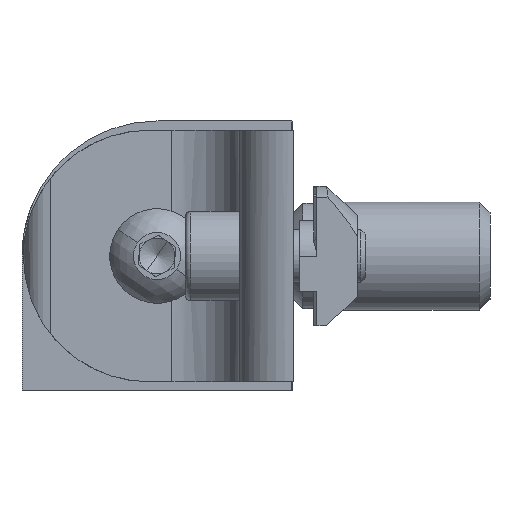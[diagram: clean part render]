
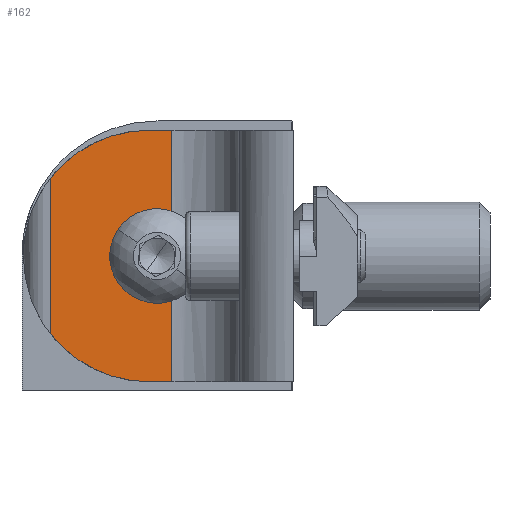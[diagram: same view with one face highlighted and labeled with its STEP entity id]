
A CAD part, left-side view. The second image highlights one B-rep face of the part: STEP entity #162.
In plain terms, the highlighted planar face has unit normal (-1, 0, 0).
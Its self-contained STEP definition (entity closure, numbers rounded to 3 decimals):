
#8 = CARTESIAN_POINT ( 'NONE',  ( -6., 16., 0. ) ) ;
#89 = VECTOR ( 'NONE', #4386, 1000. ) ;
#136 = EDGE_CURVE ( 'NONE', #1739, #4558, #4321, .T. ) ;
#154 = LINE ( 'NONE', #3620, #2448 ) ;
#162 = ADVANCED_FACE ( 'NONE', ( #7297 ), #2703, .F. ) ;
#179 = CARTESIAN_POINT ( 'NONE',  ( -6., 15.15, 13.975 ) ) ;
#265 = AXIS2_PLACEMENT_3D ( 'NONE', #3277, #7371, #6698 ) ;
#271 = EDGE_CURVE ( 'NONE', #2984, #779, #2282, .T. ) ;
#721 = EDGE_CURVE ( 'NONE', #5597, #2984, #4949, .T. ) ;
#779 = VERTEX_POINT ( 'NONE', #1670 ) ;
#792 = CIRCLE ( 'NONE', #5398, 14. ) ;
#837 = CARTESIAN_POINT ( 'NONE',  ( -6., 16., 14. ) ) ;
#951 = ORIENTED_EDGE ( 'NONE', *, *, #7299, .T. ) ;
#1033 = EDGE_LOOP ( 'NONE', ( #5936, #3311, #2495, #1839, #4726, #1900, #2646, #6155, #951, #7267 ) ) ;
#1079 = EDGE_CURVE ( 'NONE', #6256, #5449, #4424, .T. ) ;
#1278 = CIRCLE ( 'NONE', #5397, 14. ) ;
#1397 = EDGE_CURVE ( 'NONE', #1843, #5597, #2764, .T. ) ;
#1430 = VERTEX_POINT ( 'NONE', #3567 ) ;
#1488 = LINE ( 'NONE', #7362, #1993 ) ;
#1534 = DIRECTION ( 'NONE',  ( 1., 0., 0. ) ) ;
#1565 = DIRECTION ( 'NONE',  ( 0., 1., 0. ) ) ;
#1670 = CARTESIAN_POINT ( 'NONE',  ( -6., 15.15, 10.325 ) ) ;
#1739 = VERTEX_POINT ( 'NONE', #2081 ) ;
#1764 = CARTESIAN_POINT ( 'NONE',  ( -6., 27., 5.34 ) ) ;
#1839 = ORIENTED_EDGE ( 'NONE', *, *, #1079, .T. ) ;
#1843 = VERTEX_POINT ( 'NONE', #8 ) ;
#1900 = ORIENTED_EDGE ( 'NONE', *, *, #6860, .F. ) ;
#1993 = VECTOR ( 'NONE', #2586, 1000. ) ;
#2015 = CARTESIAN_POINT ( 'NONE',  ( -6., 15.15, 17.625 ) ) ;
#2060 = CARTESIAN_POINT ( 'NONE',  ( -6., 13.5, 27.95 ) ) ;
#2081 = CARTESIAN_POINT ( 'NONE',  ( -6., 27., 22.61 ) ) ;
#2087 = CARTESIAN_POINT ( 'NONE',  ( -6., 6., 0. ) ) ;
#2282 = CIRCLE ( 'NONE', #3415, 3.65 ) ;
#2448 = VECTOR ( 'NONE', #6578, 1000. ) ;
#2495 = ORIENTED_EDGE ( 'NONE', *, *, #4801, .T. ) ;
#2579 = DIRECTION ( 'NONE',  ( 0., 1., 0. ) ) ;
#2586 = DIRECTION ( 'NONE',  ( 0., -1., 0. ) ) ;
#2623 = DIRECTION ( 'NONE',  ( 1., 0., 0. ) ) ;
#2637 = CARTESIAN_POINT ( 'NONE',  ( -6., 27., 27.95 ) ) ;
#2646 = ORIENTED_EDGE ( 'NONE', *, *, #4030, .T. ) ;
#2655 = DIRECTION ( 'NONE',  ( 0., 1., 0. ) ) ;
#2661 = VERTEX_POINT ( 'NONE', #7360 ) ;
#2703 = PLANE ( 'NONE',  #265 ) ;
#2764 = LINE ( 'NONE', #2087, #5257 ) ;
#2810 = DIRECTION ( 'NONE',  ( 0., 1., 0. ) ) ;
#2934 = CARTESIAN_POINT ( 'NONE',  ( -6., 16., 13.95 ) ) ;
#2984 = VERTEX_POINT ( 'NONE', #7136 ) ;
#3277 = CARTESIAN_POINT ( 'NONE',  ( -6., 6., 27.95 ) ) ;
#3311 = ORIENTED_EDGE ( 'NONE', *, *, #271, .T. ) ;
#3415 = AXIS2_PLACEMENT_3D ( 'NONE', #6737, #1534, #1565 ) ;
#3567 = CARTESIAN_POINT ( 'NONE',  ( -6., 16., 27.95 ) ) ;
#3620 = CARTESIAN_POINT ( 'NONE',  ( -6., 13.5, 27.95 ) ) ;
#4030 = EDGE_CURVE ( 'NONE', #1430, #1739, #1278, .T. ) ;
#4140 = AXIS2_PLACEMENT_3D ( 'NONE', #4904, #7252, #6686 ) ;
#4321 = LINE ( 'NONE', #2637, #5858 ) ;
#4386 = DIRECTION ( 'NONE',  ( 0., 0., 1. ) ) ;
#4395 = DIRECTION ( 'NONE',  ( 0., 0., -1. ) ) ;
#4424 = CIRCLE ( 'NONE', #6471, 3.65 ) ;
#4558 = VERTEX_POINT ( 'NONE', #1764 ) ;
#4726 = ORIENTED_EDGE ( 'NONE', *, *, #5292, .T. ) ;
#4801 = EDGE_CURVE ( 'NONE', #779, #6256, #5101, .T. ) ;
#4904 = CARTESIAN_POINT ( 'NONE',  ( -6., 15.15, 13.975 ) ) ;
#4949 = LINE ( 'NONE', #2060, #89 ) ;
#5085 = DIRECTION ( 'NONE',  ( 0., -1., 0. ) ) ;
#5101 = CIRCLE ( 'NONE', #4140, 3.65 ) ;
#5248 = DIRECTION ( 'NONE',  ( -1., 0., 0. ) ) ;
#5257 = VECTOR ( 'NONE', #5085, 1000. ) ;
#5291 = CARTESIAN_POINT ( 'NONE',  ( -6., 13.5, 0. ) ) ;
#5292 = EDGE_CURVE ( 'NONE', #5449, #2661, #154, .T. ) ;
#5397 = AXIS2_PLACEMENT_3D ( 'NONE', #2934, #5248, #2810 ) ;
#5398 = AXIS2_PLACEMENT_3D ( 'NONE', #837, #6645, #2579 ) ;
#5449 = VERTEX_POINT ( 'NONE', #6094 ) ;
#5597 = VERTEX_POINT ( 'NONE', #5291 ) ;
#5858 = VECTOR ( 'NONE', #4395, 1000. ) ;
#5936 = ORIENTED_EDGE ( 'NONE', *, *, #721, .T. ) ;
#6094 = CARTESIAN_POINT ( 'NONE',  ( -6., 13.5, 17.231 ) ) ;
#6155 = ORIENTED_EDGE ( 'NONE', *, *, #136, .T. ) ;
#6256 = VERTEX_POINT ( 'NONE', #2015 ) ;
#6471 = AXIS2_PLACEMENT_3D ( 'NONE', #179, #2623, #2655 ) ;
#6578 = DIRECTION ( 'NONE',  ( 0., 0., 1. ) ) ;
#6645 = DIRECTION ( 'NONE',  ( -1., 0., 0. ) ) ;
#6686 = DIRECTION ( 'NONE',  ( 0., 1., 0. ) ) ;
#6698 = DIRECTION ( 'NONE',  ( 0., 1., 0. ) ) ;
#6737 = CARTESIAN_POINT ( 'NONE',  ( -6., 15.15, 13.975 ) ) ;
#6860 = EDGE_CURVE ( 'NONE', #1430, #2661, #1488, .T. ) ;
#7136 = CARTESIAN_POINT ( 'NONE',  ( -6., 13.5, 10.719 ) ) ;
#7252 = DIRECTION ( 'NONE',  ( 1., 0., 0. ) ) ;
#7267 = ORIENTED_EDGE ( 'NONE', *, *, #1397, .T. ) ;
#7297 = FACE_OUTER_BOUND ( 'NONE', #1033, .T. ) ;
#7299 = EDGE_CURVE ( 'NONE', #4558, #1843, #792, .T. ) ;
#7360 = CARTESIAN_POINT ( 'NONE',  ( -6., 13.5, 27.95 ) ) ;
#7362 = CARTESIAN_POINT ( 'NONE',  ( -6., 6., 27.95 ) ) ;
#7371 = DIRECTION ( 'NONE',  ( 1., 0., 0. ) ) ;
